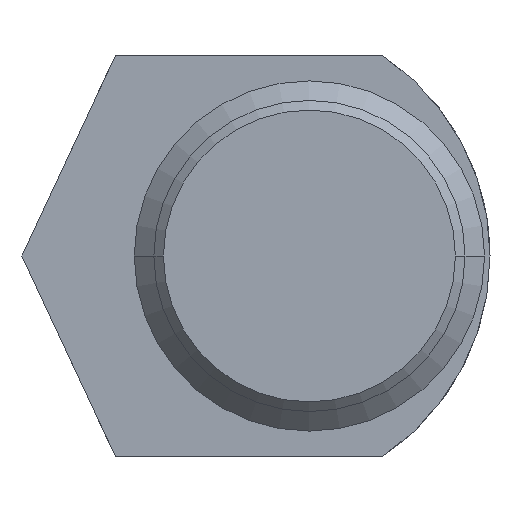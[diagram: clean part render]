
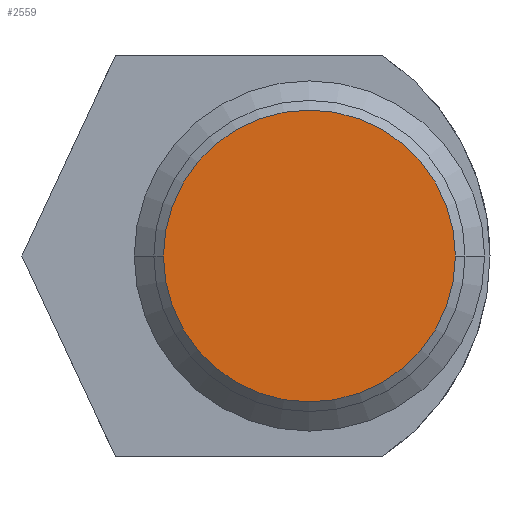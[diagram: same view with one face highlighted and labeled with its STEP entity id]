
A CAD part, left-side view. The second image highlights one B-rep face of the part: STEP entity #2559.
In plain terms, the highlighted planar face has unit normal (-1, 0, 0).
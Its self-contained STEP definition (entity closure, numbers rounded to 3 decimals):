
#651=CARTESIAN_POINT('',(-44.145,-4.75,0.));
#652=DIRECTION('',(-1.,0.,0.));
#653=DIRECTION('',(0.,1.,0.));
#654=AXIS2_PLACEMENT_3D('',#651,#652,#653);
#681=CARTESIAN_POINT('',(-44.145,-4.75,0.));
#682=DIRECTION('',(1.,0.,0.));
#683=DIRECTION('',(0.,1.,0.));
#684=AXIS2_PLACEMENT_3D('',#681,#682,#683);
#1873=CARTESIAN_POINT('',(-44.145,6.807,0.));
#1874=CARTESIAN_POINT('',(-44.145,-16.307,0.));
#1875=VERTEX_POINT('',#1873);
#1876=VERTEX_POINT('',#1874);
#2549=CARTESIAN_POINT('',(-44.145,0.,0.));
#2550=DIRECTION('',(1.,0.,0.));
#2551=DIRECTION('',(0.,0.,-1.));
#2552=AXIS2_PLACEMENT_3D('',#2549,#2550,#2551);
#2553=PLANE('',#2552);
#2554=ORIENTED_EDGE('',*,*,#2539,.F.);
#2556=ORIENTED_EDGE('',*,*,#2555,.T.);
#2557=EDGE_LOOP('',(#2554,#2556));
#2558=FACE_OUTER_BOUND('',#2557,.F.);
#655=CIRCLE('',#654,11.557);
#685=CIRCLE('',#684,11.557);
#2539=EDGE_CURVE('',#1875,#1876,#655,.T.);
#2555=EDGE_CURVE('',#1875,#1876,#685,.T.);
#2559=ADVANCED_FACE('',(#2558),#2553,.F.);
